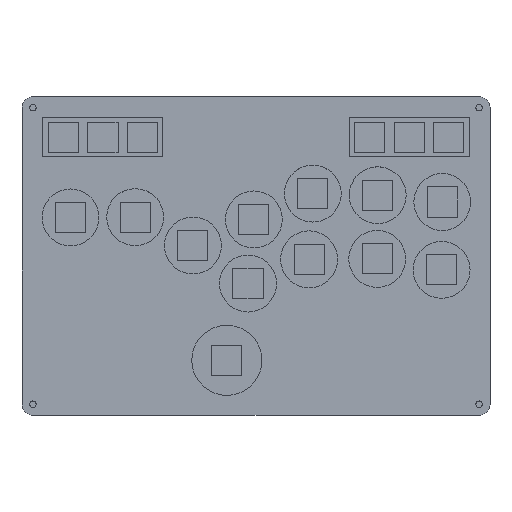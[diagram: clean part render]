
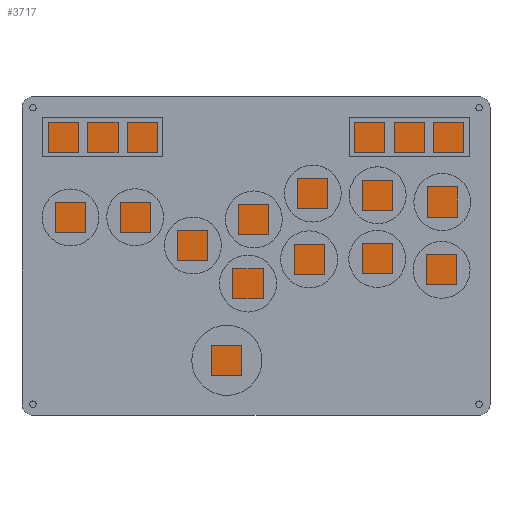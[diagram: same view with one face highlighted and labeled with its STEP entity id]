
A CAD part, top view. The second image highlights one B-rep face of the part: STEP entity #3717.
In plain terms, the highlighted planar face has unit normal (0, 0, 1).
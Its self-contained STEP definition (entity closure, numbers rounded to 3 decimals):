
#244=PLANE('',#4033);
#428=FACE_OUTER_BOUND('',#721,.T.);
#721=EDGE_LOOP('',(#3367,#3368,#3369,#3370,#3371,#3372,#3373,#3374,#3375,
#3376,#3377,#3378,#3379,#3380,#3381,#3382));
#1083=LINE('',#5976,#1468);
#1091=LINE('',#6008,#1476);
#1092=LINE('',#6010,#1477);
#1093=LINE('',#6012,#1478);
#1094=LINE('',#6014,#1479);
#1095=LINE('',#6018,#1480);
#1096=LINE('',#6022,#1481);
#1097=LINE('',#6026,#1482);
#1098=LINE('',#6030,#1483);
#1099=LINE('',#6032,#1484);
#1100=LINE('',#6034,#1485);
#1101=LINE('',#6035,#1486);
#1468=VECTOR('',#4935,10.);
#1476=VECTOR('',#4973,10.);
#1477=VECTOR('',#4974,10.);
#1478=VECTOR('',#4975,10.);
#1479=VECTOR('',#4976,10.);
#1480=VECTOR('',#4979,10.);
#1481=VECTOR('',#4982,10.);
#1482=VECTOR('',#4985,10.);
#1483=VECTOR('',#4988,10.);
#1484=VECTOR('',#4989,10.);
#1485=VECTOR('',#4990,10.);
#1486=VECTOR('',#4991,10.);
#1624=CIRCLE('',#4034,5.);
#1625=CIRCLE('',#4035,5.);
#1626=CIRCLE('',#4036,5.);
#1627=CIRCLE('',#4037,5.);
#1930=VERTEX_POINT('',#5973);
#1931=VERTEX_POINT('',#5975);
#1940=VERTEX_POINT('',#6007);
#1941=VERTEX_POINT('',#6009);
#1942=VERTEX_POINT('',#6011);
#1943=VERTEX_POINT('',#6013);
#1944=VERTEX_POINT('',#6015);
#1945=VERTEX_POINT('',#6017);
#1946=VERTEX_POINT('',#6019);
#1947=VERTEX_POINT('',#6021);
#1948=VERTEX_POINT('',#6023);
#1949=VERTEX_POINT('',#6025);
#1950=VERTEX_POINT('',#6027);
#1951=VERTEX_POINT('',#6029);
#1952=VERTEX_POINT('',#6031);
#1953=VERTEX_POINT('',#6033);
#2411=EDGE_CURVE('',#1931,#1930,#1083,.T.);
#2425=EDGE_CURVE('',#1930,#1940,#1091,.T.);
#2426=EDGE_CURVE('',#1940,#1941,#1092,.T.);
#2427=EDGE_CURVE('',#1941,#1942,#1093,.T.);
#2428=EDGE_CURVE('',#1942,#1943,#1094,.T.);
#2429=EDGE_CURVE('',#1943,#1944,#1624,.T.);
#2430=EDGE_CURVE('',#1944,#1945,#1095,.T.);
#2431=EDGE_CURVE('',#1945,#1946,#1625,.T.);
#2432=EDGE_CURVE('',#1946,#1947,#1096,.T.);
#2433=EDGE_CURVE('',#1947,#1948,#1626,.T.);
#2434=EDGE_CURVE('',#1948,#1949,#1097,.T.);
#2435=EDGE_CURVE('',#1949,#1950,#1627,.T.);
#2436=EDGE_CURVE('',#1950,#1951,#1098,.T.);
#2437=EDGE_CURVE('',#1951,#1952,#1099,.T.);
#2438=EDGE_CURVE('',#1952,#1953,#1100,.T.);
#2439=EDGE_CURVE('',#1953,#1931,#1101,.T.);
#3367=ORIENTED_EDGE('',*,*,#2425,.T.);
#3368=ORIENTED_EDGE('',*,*,#2426,.T.);
#3369=ORIENTED_EDGE('',*,*,#2427,.T.);
#3370=ORIENTED_EDGE('',*,*,#2428,.T.);
#3371=ORIENTED_EDGE('',*,*,#2429,.T.);
#3372=ORIENTED_EDGE('',*,*,#2430,.T.);
#3373=ORIENTED_EDGE('',*,*,#2431,.T.);
#3374=ORIENTED_EDGE('',*,*,#2432,.T.);
#3375=ORIENTED_EDGE('',*,*,#2433,.T.);
#3376=ORIENTED_EDGE('',*,*,#2434,.T.);
#3377=ORIENTED_EDGE('',*,*,#2435,.T.);
#3378=ORIENTED_EDGE('',*,*,#2436,.T.);
#3379=ORIENTED_EDGE('',*,*,#2437,.T.);
#3380=ORIENTED_EDGE('',*,*,#2438,.T.);
#3381=ORIENTED_EDGE('',*,*,#2439,.T.);
#3382=ORIENTED_EDGE('',*,*,#2411,.T.);
#3717=ADVANCED_FACE('',(#428),#244,.F.);
#4033=AXIS2_PLACEMENT_3D('',#6006,#4971,#4972);
#4034=AXIS2_PLACEMENT_3D('',#6016,#4977,#4978);
#4035=AXIS2_PLACEMENT_3D('',#6020,#4980,#4981);
#4036=AXIS2_PLACEMENT_3D('',#6024,#4983,#4984);
#4037=AXIS2_PLACEMENT_3D('',#6028,#4986,#4987);
#4935=DIRECTION('',(-1.,0.,0.));
#4971=DIRECTION('center_axis',(0.,0.,-1.));
#4972=DIRECTION('ref_axis',(1.,0.,0.));
#4973=DIRECTION('',(0.,-1.,0.));
#4974=DIRECTION('',(-1.,0.,0.));
#4975=DIRECTION('',(0.,-1.,0.));
#4976=DIRECTION('',(-1.,0.,0.));
#4977=DIRECTION('center_axis',(0.,0.,-1.));
#4978=DIRECTION('ref_axis',(1.,0.,0.));
#4979=DIRECTION('',(0.,-1.,0.));
#4980=DIRECTION('center_axis',(0.,0.,-1.));
#4981=DIRECTION('ref_axis',(1.,0.,0.));
#4982=DIRECTION('',(1.,0.,0.));
#4983=DIRECTION('center_axis',(0.,0.,-1.));
#4984=DIRECTION('ref_axis',(1.,0.,0.));
#4985=DIRECTION('',(0.,1.,0.));
#4986=DIRECTION('center_axis',(0.,0.,-1.));
#4987=DIRECTION('ref_axis',(1.,0.,0.));
#4988=DIRECTION('',(-1.,0.,0.));
#4989=DIRECTION('',(0.,1.,0.));
#4990=DIRECTION('',(-1.,0.,0.));
#4991=DIRECTION('',(0.,1.,0.));
#5973=CARTESIAN_POINT('',(71.846,-0.072,-9.7));
#5975=CARTESIAN_POINT('',(84.846,-0.072,-9.7));
#5976=CARTESIAN_POINT('',(214.422,-0.072,-9.7));
#6006=CARTESIAN_POINT('Origin',(209.422,-140.909,-9.7));
#6007=CARTESIAN_POINT('',(71.846,-2.,-9.7));
#6008=CARTESIAN_POINT('',(71.846,0.355,-9.7));
#6009=CARTESIAN_POINT('',(64.,-2.,-9.7));
#6010=CARTESIAN_POINT('',(93.,-2.,-9.7));
#6011=CARTESIAN_POINT('',(64.,-5.072,-9.7));
#6012=CARTESIAN_POINT('',(64.,-2.,-9.7));
#6013=CARTESIAN_POINT('',(10.072,-5.072,-9.7));
#6014=CARTESIAN_POINT('',(209.422,-5.072,-9.7));
#6015=CARTESIAN_POINT('',(5.072,-10.072,-9.7));
#6016=CARTESIAN_POINT('Origin',(5.072,-5.072,-9.7));
#6017=CARTESIAN_POINT('',(5.072,-135.909,-9.7));
#6018=CARTESIAN_POINT('',(5.072,-5.072,-9.7));
#6019=CARTESIAN_POINT('',(10.072,-140.909,-9.7));
#6020=CARTESIAN_POINT('Origin',(5.072,-140.909,-9.7));
#6021=CARTESIAN_POINT('',(204.422,-140.909,-9.7));
#6022=CARTESIAN_POINT('',(5.072,-140.909,-9.7));
#6023=CARTESIAN_POINT('',(209.422,-135.909,-9.7));
#6024=CARTESIAN_POINT('Origin',(209.422,-140.909,-9.7));
#6025=CARTESIAN_POINT('',(209.422,-10.072,-9.7));
#6026=CARTESIAN_POINT('',(209.422,-140.909,-9.7));
#6027=CARTESIAN_POINT('',(204.422,-5.072,-9.7));
#6028=CARTESIAN_POINT('Origin',(209.422,-5.072,-9.7));
#6029=CARTESIAN_POINT('',(93.,-5.072,-9.7));
#6030=CARTESIAN_POINT('',(209.422,-5.072,-9.7));
#6031=CARTESIAN_POINT('',(93.,-2.,-9.7));
#6032=CARTESIAN_POINT('',(93.,-6.,-9.7));
#6033=CARTESIAN_POINT('',(84.846,-2.,-9.7));
#6034=CARTESIAN_POINT('',(93.,-2.,-9.7));
#6035=CARTESIAN_POINT('',(84.846,-12.645,-9.7));
